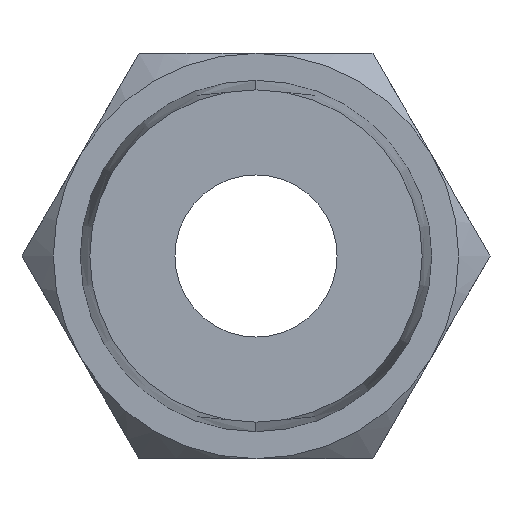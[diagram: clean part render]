
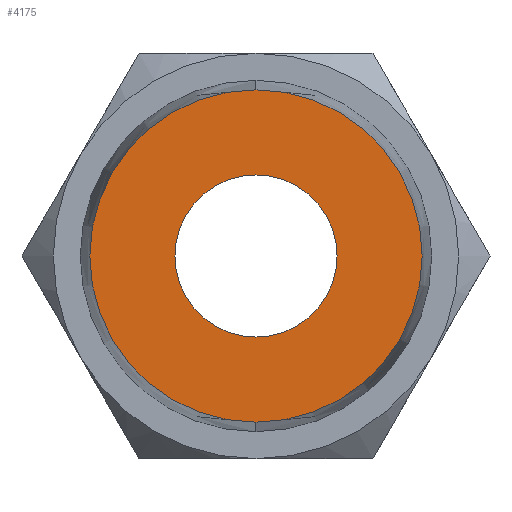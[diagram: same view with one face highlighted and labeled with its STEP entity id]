
A CAD part, left-side view. The second image highlights one B-rep face of the part: STEP entity #4175.
In plain terms, the highlighted planar face has unit normal (-1, 0, 0).
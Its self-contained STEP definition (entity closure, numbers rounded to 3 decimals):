
#67 = VERTEX_POINT ( 'NONE', #2379 ) ;
#107 = CARTESIAN_POINT ( 'NONE',  ( 0., 0., 0. ) ) ;
#131 = VERTEX_POINT ( 'NONE', #3622 ) ;
#377 = DIRECTION ( 'NONE',  ( -1., 0., 0. ) ) ;
#501 = CIRCLE ( 'NONE', #3152, 6.15 ) ;
#647 = AXIS2_PLACEMENT_3D ( 'NONE', #1687, #4290, #3217 ) ;
#854 = DIRECTION ( 'NONE',  ( 0., 0., -1. ) ) ;
#1050 = CIRCLE ( 'NONE', #1454, 6.15 ) ;
#1299 = DIRECTION ( 'NONE',  ( 1., 0., 0. ) ) ;
#1449 = CARTESIAN_POINT ( 'NONE',  ( 0., 0., 0. ) ) ;
#1454 = AXIS2_PLACEMENT_3D ( 'NONE', #3247, #4812, #2498 ) ;
#1500 = VERTEX_POINT ( 'NONE', #3663 ) ;
#1657 = FACE_BOUND ( 'NONE', #4545, .T. ) ;
#1687 = CARTESIAN_POINT ( 'NONE',  ( 0., 0., 0. ) ) ;
#1700 = AXIS2_PLACEMENT_3D ( 'NONE', #107, #1299, #854 ) ;
#1836 = EDGE_CURVE ( 'NONE', #4704, #131, #1050, .T. ) ;
#1842 = ORIENTED_EDGE ( 'NONE', *, *, #1836, .T. ) ;
#1994 = EDGE_CURVE ( 'NONE', #1500, #67, #4420, .T. ) ;
#2095 = EDGE_CURVE ( 'NONE', #67, #1500, #4740, .T. ) ;
#2143 = DIRECTION ( 'NONE',  ( 0., 0., -1. ) ) ;
#2287 = DIRECTION ( 'NONE',  ( 0., 0., 1. ) ) ;
#2379 = CARTESIAN_POINT ( 'NONE',  ( 0., 0., -3. ) ) ;
#2413 = ORIENTED_EDGE ( 'NONE', *, *, #1994, .T. ) ;
#2498 = DIRECTION ( 'NONE',  ( 0., 0., 1. ) ) ;
#2545 = CARTESIAN_POINT ( 'NONE',  ( 0., 0., 0. ) ) ;
#2920 = EDGE_LOOP ( 'NONE', ( #3787, #1842 ) ) ;
#3152 = AXIS2_PLACEMENT_3D ( 'NONE', #1449, #377, #2287 ) ;
#3188 = FACE_OUTER_BOUND ( 'NONE', #2920, .T. ) ;
#3217 = DIRECTION ( 'NONE',  ( 0., 0., -1. ) ) ;
#3247 = CARTESIAN_POINT ( 'NONE',  ( 0., 0., 0. ) ) ;
#3413 = CARTESIAN_POINT ( 'NONE',  ( 0., 0., 6.15 ) ) ;
#3622 = CARTESIAN_POINT ( 'NONE',  ( 0., 0., -6.15 ) ) ;
#3663 = CARTESIAN_POINT ( 'NONE',  ( 0., 0., 3. ) ) ;
#3665 = ORIENTED_EDGE ( 'NONE', *, *, #2095, .T. ) ;
#3787 = ORIENTED_EDGE ( 'NONE', *, *, #4148, .T. ) ;
#3867 = AXIS2_PLACEMENT_3D ( 'NONE', #2545, #4083, #2143 ) ;
#4083 = DIRECTION ( 'NONE',  ( 1., 0., 0. ) ) ;
#4148 = EDGE_CURVE ( 'NONE', #131, #4704, #501, .T. ) ;
#4175 = ADVANCED_FACE ( 'NONE', ( #1657, #3188 ), #4395, .F. ) ;
#4290 = DIRECTION ( 'NONE',  ( 1., 0., 0. ) ) ;
#4395 = PLANE ( 'NONE',  #1700 ) ;
#4420 = CIRCLE ( 'NONE', #647, 3. ) ;
#4545 = EDGE_LOOP ( 'NONE', ( #2413, #3665 ) ) ;
#4704 = VERTEX_POINT ( 'NONE', #3413 ) ;
#4740 = CIRCLE ( 'NONE', #3867, 3. ) ;
#4812 = DIRECTION ( 'NONE',  ( -1., 0., 0. ) ) ;
